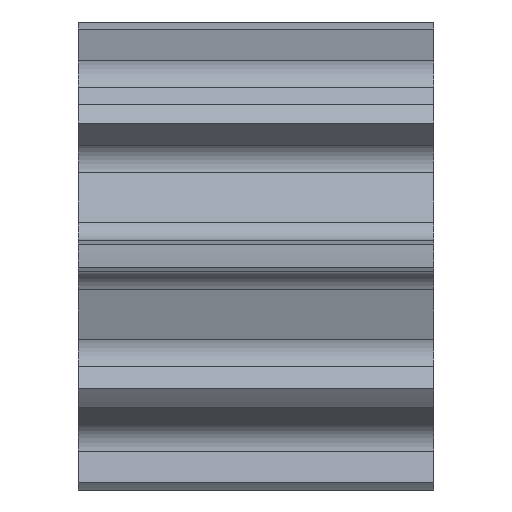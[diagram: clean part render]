
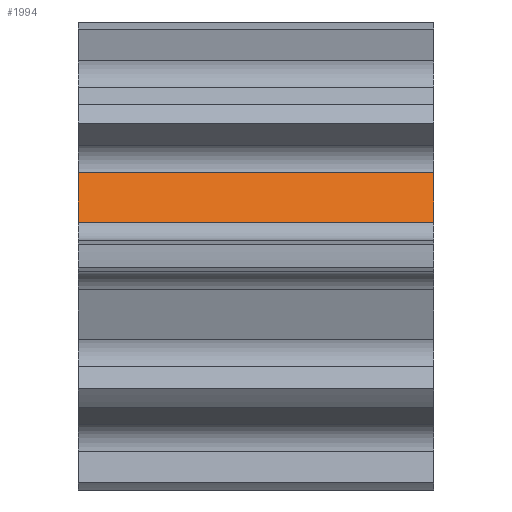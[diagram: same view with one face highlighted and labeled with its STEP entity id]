
A CAD part, left-side view. The second image highlights one B-rep face of the part: STEP entity #1994.
In plain terms, the highlighted planar face has unit normal (-0.951, 0, 0.309).
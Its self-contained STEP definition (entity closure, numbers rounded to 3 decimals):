
#90 = FACE_OUTER_BOUND ( 'NONE', #1098, .T. ) ;
#99 = LINE ( 'NONE', #542, #385 ) ;
#103 = PLANE ( 'NONE',  #2434 ) ;
#171 = VERTEX_POINT ( 'NONE', #1420 ) ;
#292 = ORIENTED_EDGE ( 'NONE', *, *, #1258, .T. ) ;
#322 = VERTEX_POINT ( 'NONE', #2488 ) ;
#332 = CARTESIAN_POINT ( 'NONE',  ( -3.145, 0., 1.872 ) ) ;
#385 = VECTOR ( 'NONE', #1863, 1000. ) ;
#484 = DIRECTION ( 'NONE',  ( 0.951, 0., -0.309 ) ) ;
#525 = EDGE_CURVE ( 'NONE', #2044, #322, #1034, .T. ) ;
#542 = CARTESIAN_POINT ( 'NONE',  ( -3.547, 0., 0.637 ) ) ;
#959 = EDGE_CURVE ( 'NONE', #2342, #171, #1855, .T. ) ;
#1034 = LINE ( 'NONE', #1444, #1523 ) ;
#1062 = DIRECTION ( 'NONE',  ( 0., 1., 0. ) ) ;
#1098 = EDGE_LOOP ( 'NONE', ( #2033, #292, #1841, #1576 ) ) ;
#1258 = EDGE_CURVE ( 'NONE', #322, #171, #99, .T. ) ;
#1320 = EDGE_CURVE ( 'NONE', #2342, #2044, #2225, .T. ) ;
#1420 = CARTESIAN_POINT ( 'NONE',  ( -3.547, 0., 0.637 ) ) ;
#1444 = CARTESIAN_POINT ( 'NONE',  ( -3.145, 6.7, 1.872 ) ) ;
#1461 = CARTESIAN_POINT ( 'NONE',  ( -3.145, 0., 1.872 ) ) ;
#1523 = VECTOR ( 'NONE', #1807, 1000. ) ;
#1559 = CARTESIAN_POINT ( 'NONE',  ( -3.244, 0., 1.569 ) ) ;
#1576 = ORIENTED_EDGE ( 'NONE', *, *, #1320, .T. ) ;
#1583 = VECTOR ( 'NONE', #1867, 1000. ) ;
#1748 = VECTOR ( 'NONE', #1062, 1000. ) ;
#1807 = DIRECTION ( 'NONE',  ( -0.309, 0., -0.951 ) ) ;
#1841 = ORIENTED_EDGE ( 'NONE', *, *, #959, .F. ) ;
#1853 = CARTESIAN_POINT ( 'NONE',  ( -3.244, 6.7, 1.569 ) ) ;
#1855 = LINE ( 'NONE', #332, #1583 ) ;
#1863 = DIRECTION ( 'NONE',  ( 0., -1., 0. ) ) ;
#1867 = DIRECTION ( 'NONE',  ( -0.309, 0., -0.951 ) ) ;
#1994 = ADVANCED_FACE ( 'NONE', ( #90 ), #103, .F. ) ;
#2033 = ORIENTED_EDGE ( 'NONE', *, *, #525, .T. ) ;
#2037 = CARTESIAN_POINT ( 'NONE',  ( -3.244, 6.7, 1.569 ) ) ;
#2044 = VERTEX_POINT ( 'NONE', #1853 ) ;
#2225 = LINE ( 'NONE', #2037, #1748 ) ;
#2342 = VERTEX_POINT ( 'NONE', #1559 ) ;
#2404 = DIRECTION ( 'NONE',  ( -0.309, 0., -0.951 ) ) ;
#2434 = AXIS2_PLACEMENT_3D ( 'NONE', #1461, #484, #2404 ) ;
#2488 = CARTESIAN_POINT ( 'NONE',  ( -3.547, 6.7, 0.637 ) ) ;
